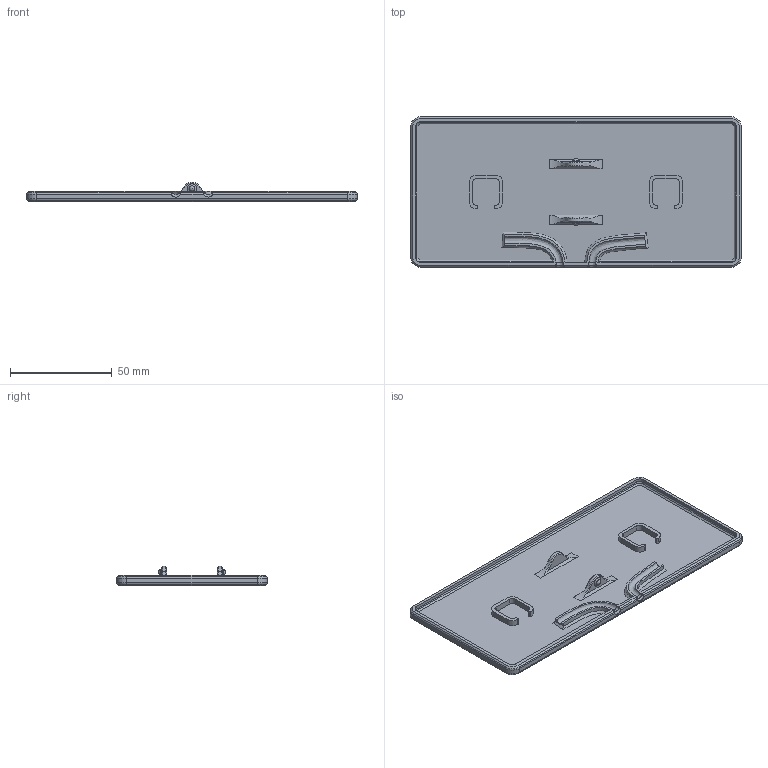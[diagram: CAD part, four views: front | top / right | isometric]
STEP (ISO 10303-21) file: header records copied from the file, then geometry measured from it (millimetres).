
FILE_DESCRIPTION(/* description */ (''),/* implementation_level */ '2;1');
FILE_NAME(/* name */ 'ORS_Bottom_Piece.step',/* time_stamp */ '2020-12-04T10:10:23-08:00',/* author */ (''),/* organization */ (''),/* preprocessor_version */ 'ST-DEVELOPER v18.1',/* originating_system */ 'Autodesk Translation Framework v9.3.0.1241',/* authorisation */ '');
FILE_SCHEMA (('AUTOMOTIVE_DESIGN { 1 0 10303 214 3 1 1 }'));
Length unit declared in the file: millimetre
Products named in the file (1): ORS_Bottom_Piece
Bounding box: 163 x 74.2 x 9.5 mm (x, y, z)
Volume: 28365.9 mm3; surface area: 29084.3 mm2
Topology: 1 solids, 1 shells, 586 faces, 1593 edges, 1035 vertices
Faces by surface type: bspline 277, plane 216, cylinder 53, cone 24, torus 14, sphere 2
Entity records: 22067 total; most frequent: CARTESIAN_POINT 9140, ORIENTED_EDGE 3174, DIRECTION 1790, EDGE_CURVE 1587, VERTEX_POINT 1035, LINE 844, VECTOR 844, EDGE_LOOP 618
